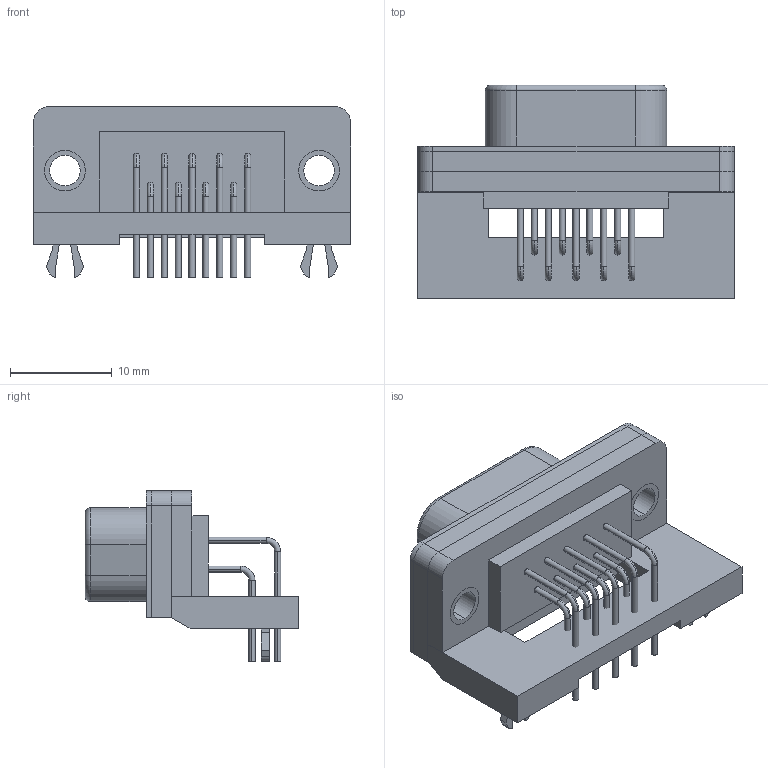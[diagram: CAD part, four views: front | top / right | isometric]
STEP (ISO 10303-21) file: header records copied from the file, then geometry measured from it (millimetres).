
FILE_DESCRIPTION((''),'2;1');
FILE_NAME('HARTING_09 65 162 6812.stp','2013-07-17T16:06:28',(''),(''),'Mechanical Desktop 2011','Mechanical Desktop 2011',', , ');
FILE_SCHEMA(('AUTOMOTIVE_DESIGN { 1 2 10303 214 1 1 1 1 }'));
Length unit declared in the file: millimetre
Products named in the file (1): Product
Bounding box: 31.2 x 21 x 16.8 mm (x, y, z)
Volume: 2793.9 mm3; surface area: 5211.5 mm2
Topology: 34 solids, 34 shells, 298 faces, 707 edges, 457 vertices
Faces by surface type: plane 135, cylinder 100, bspline 23, torus 22, sphere 18
Entity records: 8617 total; most frequent: DIRECTION 1531, CARTESIAN_POINT 1514, ORIENTED_EDGE 1378, EDGE_CURVE 689, AXIS2_PLACEMENT_3D 566, VERTEX_POINT 457, VECTOR 399, LINE 399
